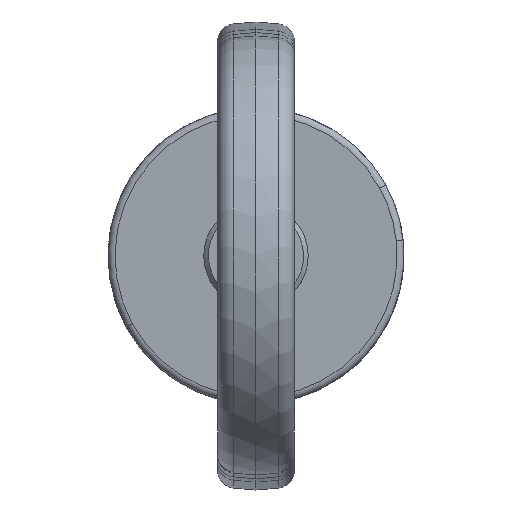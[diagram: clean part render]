
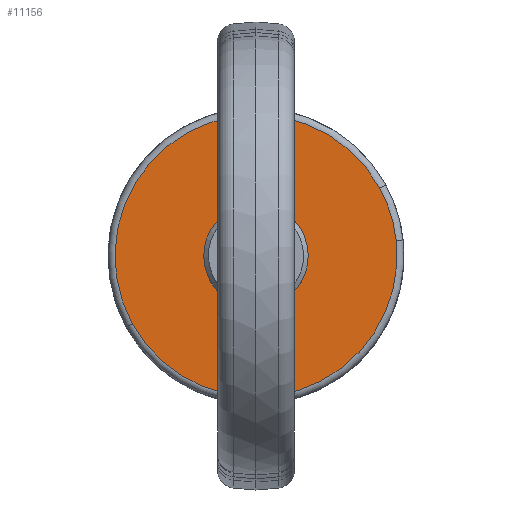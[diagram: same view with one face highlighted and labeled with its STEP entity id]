
A CAD part, top view. The second image highlights one B-rep face of the part: STEP entity #11156.
In plain terms, the highlighted planar face has unit normal (0, 0, 1).
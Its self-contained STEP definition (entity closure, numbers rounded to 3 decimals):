
#63=CARTESIAN_POINT('Vertex',(40.261,4.397,-91.3)) ;
#66=CARTESIAN_POINT('Axis2P3D Location',(0.,0.,-91.3)) ;
#70=CARTESIAN_POINT('Vertex',(-35.542,-19.417,-91.3)) ;
#108=CARTESIAN_POINT('Vertex',(35.542,19.417,-91.3)) ;
#111=CARTESIAN_POINT('Axis2P3D Location',(0.,0.,-91.3)) ;
#133=CARTESIAN_POINT('Axis2P3D Location',(0.,0.,-91.3)) ;
#11108=CARTESIAN_POINT('Vertex',(-7.191,-13.164,-91.3)) ;
#11111=CARTESIAN_POINT('Axis2P3D Location',(0.,0.,-91.3)) ;
#11115=CARTESIAN_POINT('Vertex',(7.191,13.164,-91.3)) ;
#11130=CARTESIAN_POINT('Axis2P3D Location',(0.,0.,-91.3)) ;
#11142=CARTESIAN_POINT('Axis2P3D Location',(42.5,0.,-91.3)) ;
#67=DIRECTION('Axis2P3D Direction',(0.,0.,1.)) ;
#112=DIRECTION('Axis2P3D Direction',(0.,0.,1.)) ;
#134=DIRECTION('Axis2P3D Direction',(-0.,0.,1.)) ;
#11112=DIRECTION('Axis2P3D Direction',(0.,0.,-1.)) ;
#11131=DIRECTION('Axis2P3D Direction',(0.,0.,-1.)) ;
#11143=DIRECTION('Axis2P3D Direction',(0.,0.,1.)) ;
#11144=DIRECTION('Axis2P3D XDirection',(1.,0.,0.)) ;
#68=AXIS2_PLACEMENT_3D('Circle Axis2P3D',#66,#67,$) ;
#113=AXIS2_PLACEMENT_3D('Circle Axis2P3D',#111,#112,$) ;
#135=AXIS2_PLACEMENT_3D('Circle Axis2P3D',#133,#134,$) ;
#11113=AXIS2_PLACEMENT_3D('Circle Axis2P3D',#11111,#11112,$) ;
#11132=AXIS2_PLACEMENT_3D('Circle Axis2P3D',#11130,#11131,$) ;
#11145=AXIS2_PLACEMENT_3D('Plane Axis2P3D',#11142,#11143,#11144) ;
#11148=ORIENTED_EDGE('',*,*,#72,.T.) ;
#11149=ORIENTED_EDGE('',*,*,#115,.T.) ;
#11150=ORIENTED_EDGE('',*,*,#137,.T.) ;
#11153=ORIENTED_EDGE('',*,*,#11134,.T.) ;
#11154=ORIENTED_EDGE('',*,*,#11117,.T.) ;
#11155=FACE_BOUND('',#11152,.T.) ;
#11156=ADVANCED_FACE('\X2\672C9AD4\X0\.2',(#11151,#11155),#11146,.T.) ;
#69=CIRCLE('generated circle',#68,40.5) ;
#114=CIRCLE('generated circle',#113,40.5) ;
#136=CIRCLE('generated circle',#135,40.5) ;
#11114=CIRCLE('generated circle',#11113,15.) ;
#11133=CIRCLE('generated circle',#11132,15.) ;
#72=EDGE_CURVE('',#71,#64,#69,.T.) ;
#115=EDGE_CURVE('',#64,#109,#114,.T.) ;
#137=EDGE_CURVE('',#109,#71,#136,.T.) ;
#11117=EDGE_CURVE('',#11116,#11109,#11114,.T.) ;
#11134=EDGE_CURVE('',#11109,#11116,#11133,.T.) ;
#11147=EDGE_LOOP('',(#11148,#11149,#11150)) ;
#11152=EDGE_LOOP('',(#11153,#11154)) ;
#11151=FACE_OUTER_BOUND('',#11147,.T.) ;
#11146=PLANE('',#11145) ;
#64=VERTEX_POINT('',#63) ;
#71=VERTEX_POINT('',#70) ;
#109=VERTEX_POINT('',#108) ;
#11109=VERTEX_POINT('',#11108) ;
#11116=VERTEX_POINT('',#11115) ;
